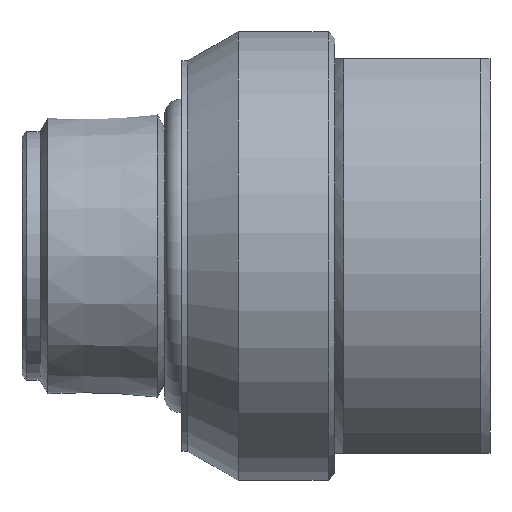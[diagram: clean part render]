
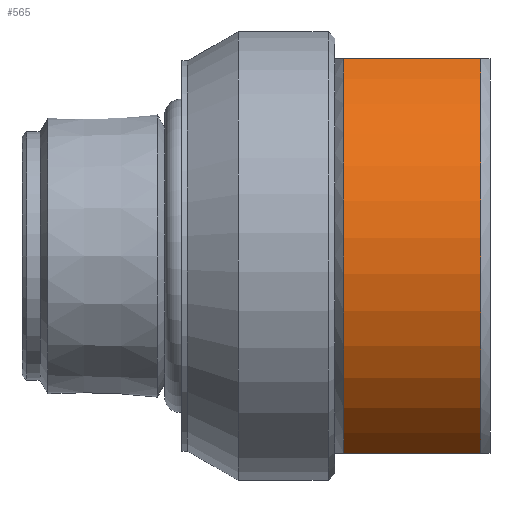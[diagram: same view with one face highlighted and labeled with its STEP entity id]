
A CAD part, front view. The second image highlights one B-rep face of the part: STEP entity #565.
In plain terms, the highlighted cylindrical face has radius 25.273 mm (diameter 50.546 mm), a partial arc.
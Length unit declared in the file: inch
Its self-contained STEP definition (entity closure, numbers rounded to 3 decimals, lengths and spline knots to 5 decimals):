
#70=CYLINDRICAL_SURFACE('',#649,0.995);
#92=FACE_OUTER_BOUND('',#128,.T.);
#128=EDGE_LOOP('',(#468,#469,#470,#471));
#153=LINE('',#963,#177);
#154=LINE('',#972,#178);
#177=VECTOR('',#772,0.3937);
#178=VECTOR('',#779,0.3937);
#216=CIRCLE('',#637,0.995);
#222=CIRCLE('',#648,0.995);
#265=VERTEX_POINT('',#937);
#266=VERTEX_POINT('',#941);
#271=VERTEX_POINT('',#959);
#273=VERTEX_POINT('',#971);
#329=EDGE_CURVE('',#265,#266,#216,.T.);
#336=EDGE_CURVE('',#265,#271,#153,.T.);
#339=EDGE_CURVE('',#273,#266,#154,.T.);
#348=EDGE_CURVE('',#273,#271,#222,.T.);
#468=ORIENTED_EDGE('',*,*,#329,.F.);
#469=ORIENTED_EDGE('',*,*,#336,.T.);
#470=ORIENTED_EDGE('',*,*,#348,.F.);
#471=ORIENTED_EDGE('',*,*,#339,.T.);
#565=ADVANCED_FACE('',(#92),#70,.T.);
#637=AXIS2_PLACEMENT_3D('',#942,#766,#767);
#648=AXIS2_PLACEMENT_3D('',#992,#794,#795);
#649=AXIS2_PLACEMENT_3D('',#993,#796,#797);
#766=DIRECTION('center_axis',(-1.,0.,0.));
#767=DIRECTION('ref_axis',(0.,-1.,0.));
#772=DIRECTION('',(1.,0.,0.));
#779=DIRECTION('',(-1.,0.,0.));
#794=DIRECTION('center_axis',(1.,0.,0.));
#795=DIRECTION('ref_axis',(0.,1.,0.));
#796=DIRECTION('center_axis',(1.,0.,0.));
#797=DIRECTION('ref_axis',(0.,-1.,0.));
#937=CARTESIAN_POINT('',(1.424,-0.4783,-0.8725));
#941=CARTESIAN_POINT('',(1.424,-0.4783,0.8725));
#942=CARTESIAN_POINT('Origin',(1.424,0.,0.));
#959=CARTESIAN_POINT('',(2.03,-0.4783,-0.8725));
#963=CARTESIAN_POINT('',(1.707,-0.4783,-0.8725));
#971=CARTESIAN_POINT('',(2.03,-0.4783,0.8725));
#972=CARTESIAN_POINT('',(1.707,-0.4783,0.8725));
#992=CARTESIAN_POINT('Origin',(2.03,0.,0.));
#993=CARTESIAN_POINT('Origin',(1.707,0.,0.));
